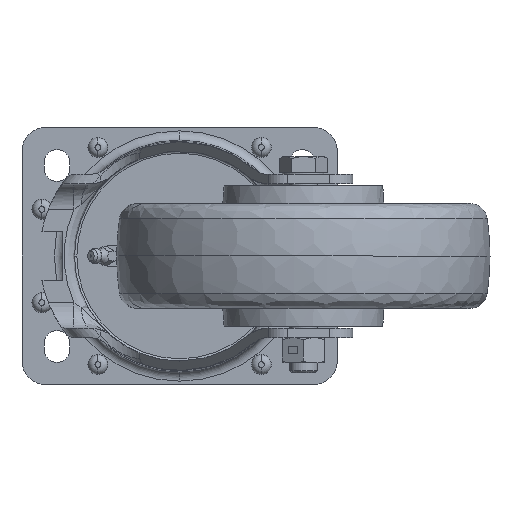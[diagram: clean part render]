
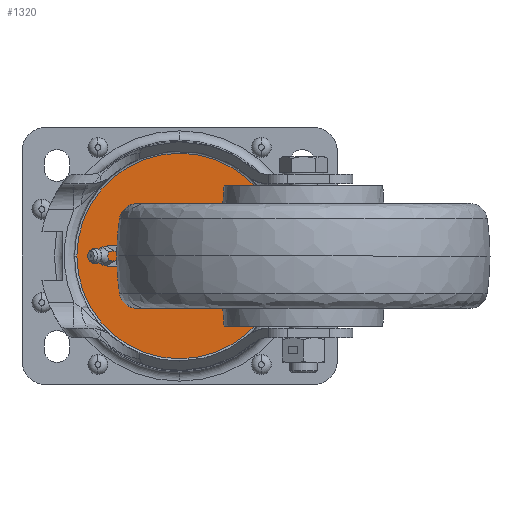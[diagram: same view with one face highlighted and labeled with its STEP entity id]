
A CAD part, front view. The second image highlights one B-rep face of the part: STEP entity #1320.
In plain terms, the highlighted planar face has unit normal (0, -1, 0).
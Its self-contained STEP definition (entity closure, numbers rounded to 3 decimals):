
#1019 = ORIENTED_EDGE ( 'NONE', *, *, #9624, .T. ) ;
#1320 = ADVANCED_FACE ( 'NONE', ( #14783 ), #3203, .T. ) ;
#2495 = ORIENTED_EDGE ( 'NONE', *, *, #6849, .T. ) ;
#2523 = CARTESIAN_POINT ( 'NONE',  ( 0., -30., 0. ) ) ;
#2740 = DIRECTION ( 'NONE',  ( 1., 0., 0. ) ) ;
#3203 = PLANE ( 'NONE',  #20133 ) ;
#5037 = CARTESIAN_POINT ( 'NONE',  ( 0., -30., 0. ) ) ;
#5074 = VERTEX_POINT ( 'NONE', #13441 ) ;
#5652 = AXIS2_PLACEMENT_3D ( 'NONE', #9977, #18040, #8124 ) ;
#5926 = AXIS2_PLACEMENT_3D ( 'NONE', #2523, #17644, #2740 ) ;
#6849 = EDGE_CURVE ( 'NONE', #5074, #17263, #9357, .T. ) ;
#8118 = EDGE_LOOP ( 'NONE', ( #2495, #1019 ) ) ;
#8124 = DIRECTION ( 'NONE',  ( 1., 0., 0. ) ) ;
#9357 = CIRCLE ( 'NONE', #5926, 44. ) ;
#9624 = EDGE_CURVE ( 'NONE', #17263, #5074, #19549, .T. ) ;
#9977 = CARTESIAN_POINT ( 'NONE',  ( 0., -30., 0. ) ) ;
#12835 = CARTESIAN_POINT ( 'NONE',  ( -44., -30., 0. ) ) ;
#13441 = CARTESIAN_POINT ( 'NONE',  ( 44., -30., 0. ) ) ;
#14783 = FACE_OUTER_BOUND ( 'NONE', #8118, .T. ) ;
#17263 = VERTEX_POINT ( 'NONE', #12835 ) ;
#17644 = DIRECTION ( 'NONE',  ( 0., -1., 0. ) ) ;
#17856 = DIRECTION ( 'NONE',  ( 0., -1., 0. ) ) ;
#17969 = DIRECTION ( 'NONE',  ( 1., 0., 0. ) ) ;
#18040 = DIRECTION ( 'NONE',  ( 0., -1., 0. ) ) ;
#19549 = CIRCLE ( 'NONE', #5652, 44. ) ;
#20133 = AXIS2_PLACEMENT_3D ( 'NONE', #5037, #17856, #17969 ) ;
